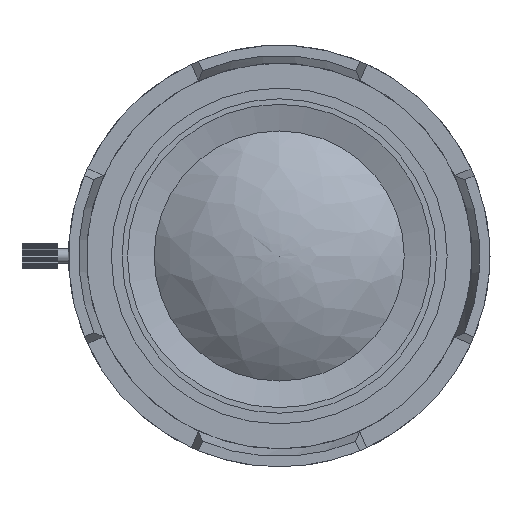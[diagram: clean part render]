
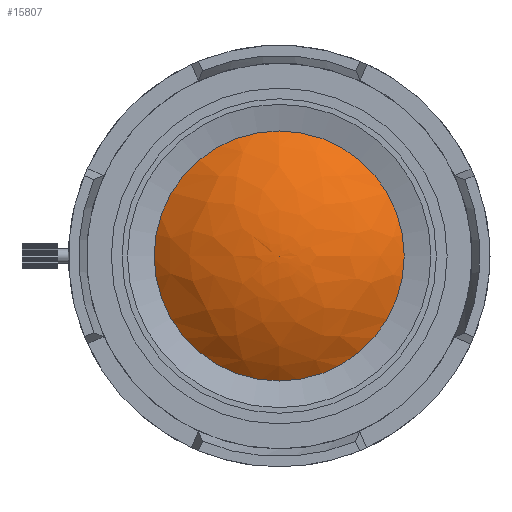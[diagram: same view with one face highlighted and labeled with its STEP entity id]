
A CAD part, left-side view. The second image highlights one B-rep face of the part: STEP entity #15807.
In plain terms, the highlighted free-form (B-spline) face has degree [3, 3] with [4, 7] control points.
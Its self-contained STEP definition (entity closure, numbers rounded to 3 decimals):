
#414 = CARTESIAN_POINT ( 'NONE',  ( -28., 6.653, -13.305 ) ) ;
#8053 = CARTESIAN_POINT ( 'NONE',  ( -21.448, 0., -18. ) ) ;
#13008 = CARTESIAN_POINT ( 'NONE',  ( -21.448, 18., -36. ) ) ;
#13327 = EDGE_LOOP ( 'NONE', ( #100863 ) ) ;
#15807 = ADVANCED_FACE ( 'NONE', ( #41211 ), #106570, .T. ) ;
#15874 = CARTESIAN_POINT ( 'NONE',  ( -28., -6.653, 13.305 ) ) ;
#18057 = CARTESIAN_POINT ( 'NONE',  ( -28., 0., 0. ) ) ;
#18656 = CARTESIAN_POINT ( 'NONE',  ( -28., 0., 0. ) ) ;
#19815 = CARTESIAN_POINT ( 'NONE',  ( -28., 0., 0. ) ) ;
#22383 = CARTESIAN_POINT ( 'NONE',  ( -21.448, -18., 0. ) ) ;
#28634 = CARTESIAN_POINT ( 'NONE',  ( -25.724, 12.904, 25.808 ) ) ;
#32381 = CARTESIAN_POINT ( 'NONE',  ( -25.724, -12.904, 0. ) ) ;
#34096 = CARTESIAN_POINT ( 'NONE',  ( -28., 6.653, 0. ) ) ;
#36286 = CARTESIAN_POINT ( 'NONE',  ( -28., -6.653, 0. ) ) ;
#40664 = AXIS2_PLACEMENT_3D ( 'NONE', #55037, #80330, #106784 ) ;
#41211 = FACE_OUTER_BOUND ( 'NONE', #13327, .T. ) ;
#42953 = CARTESIAN_POINT ( 'NONE',  ( -28., 6.653, 13.305 ) ) ;
#43938 = VERTEX_POINT ( 'NONE', #8053 ) ;
#48893 = CARTESIAN_POINT ( 'NONE',  ( -21.448, 18., 0. ) ) ;
#53934 = CARTESIAN_POINT ( 'NONE',  ( -25.724, 12.904, 0. ) ) ;
#54528 = CARTESIAN_POINT ( 'NONE',  ( -28., 0., 0. ) ) ;
#55037 = CARTESIAN_POINT ( 'NONE',  ( -21.448, 0., 0. ) ) ;
#57753 = EDGE_CURVE ( 'NONE', #43938, #43938, #91401, .T. ) ;
#58299 = CARTESIAN_POINT ( 'NONE',  ( -25.724, -12.904, -25.808 ) ) ;
#64533 = CARTESIAN_POINT ( 'NONE',  ( -28., 0., 0. ) ) ;
#72193 = CARTESIAN_POINT ( 'NONE',  ( -28., 0., 0. ) ) ;
#80330 = DIRECTION ( 'NONE',  ( 1., 0., 0. ) ) ;
#82177 = CARTESIAN_POINT ( 'NONE',  ( -28., 0., 0. ) ) ;
#84779 = CARTESIAN_POINT ( 'NONE',  ( -21.448, 18., 36. ) ) ;
#87665 = CARTESIAN_POINT ( 'NONE',  ( -25.724, -12.904, 25.808 ) ) ;
#89827 = CARTESIAN_POINT ( 'NONE',  ( -25.724, -12.904, 0. ) ) ;
#91401 = CIRCLE ( 'NONE', #40664, 18. ) ;
#94181 = CARTESIAN_POINT ( 'NONE',  ( -25.724, 12.904, -25.808 ) ) ;
#100396 = CARTESIAN_POINT ( 'NONE',  ( -28., -6.653, -13.305 ) ) ;
#100863 = ORIENTED_EDGE ( 'NONE', *, *, #57753, .F. ) ;
#102991 = CARTESIAN_POINT ( 'NONE',  ( -21.448, -18., 36. ) ) ;
#104717 = CARTESIAN_POINT ( 'NONE',  ( -21.448, -18., -36. ) ) ;
#106570 =( BOUNDED_SURFACE ( )  B_SPLINE_SURFACE ( 3, 3, ( 
 ( #113556, #104717, #13008, #48893, #84779, #102991, #22383 ),
 ( #32381, #58299, #94181, #53934, #28634, #87665, #89827 ),
 ( #36286, #100396, #414, #34096, #42953, #15874, #114697 ),
 ( #82177, #19815, #54528, #18656, #64533, #72193, #18057 ) ),
 .UNSPECIFIED., .F., .T., .T. ) 
 B_SPLINE_SURFACE_WITH_KNOTS ( ( 4, 4 ),
 ( 4, 3, 4 ),
 ( 0., 1. ),
 ( 0., 0.5, 1. ),
 .UNSPECIFIED. ) 
 GEOMETRIC_REPRESENTATION_ITEM ( )  RATIONAL_B_SPLINE_SURFACE ( (
 ( 1., 0.333, 0.333, 1., 0.333, 0.333, 1.),
 ( 0.96, 0.32, 0.32, 0.96, 0.32, 0.32, 0.96),
 ( 0.96, 0.32, 0.32, 0.96, 0.32, 0.32, 0.96),
 ( 1., 0.333, 0.333, 1., 0.333, 0.333, 1.) ) ) 
 REPRESENTATION_ITEM ( '' )  SURFACE ( )  );
#106784 = DIRECTION ( 'NONE',  ( 0., 0., -1. ) ) ;
#113556 = CARTESIAN_POINT ( 'NONE',  ( -21.448, -18., 0. ) ) ;
#114697 = CARTESIAN_POINT ( 'NONE',  ( -28., -6.653, 0. ) ) ;
